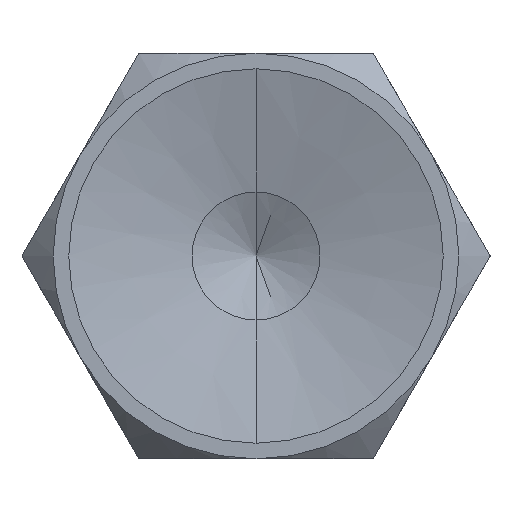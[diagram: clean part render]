
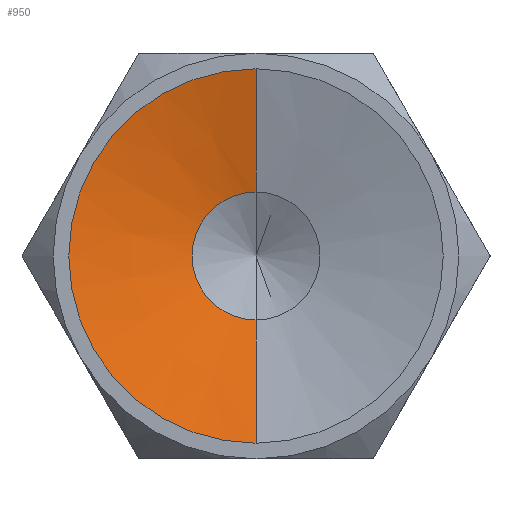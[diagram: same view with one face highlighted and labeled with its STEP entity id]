
A CAD part, front view. The second image highlights one B-rep face of the part: STEP entity #950.
In plain terms, the highlighted conical face has half-angle 75 degrees and reference radius 6 mm.
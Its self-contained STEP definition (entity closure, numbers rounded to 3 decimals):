
#8 = EDGE_CURVE ( 'NONE', #1881, #1763, #1269, .T. ) ;
#85 = CIRCLE ( 'NONE', #1181, 6. ) ;
#296 = VERTEX_POINT ( 'NONE', #624 ) ;
#331 = AXIS2_PLACEMENT_3D ( 'NONE', #971, #1120, #818 ) ;
#410 = CARTESIAN_POINT ( 'NONE',  ( 0., -4.242, -2.05 ) ) ;
#493 = CARTESIAN_POINT ( 'NONE',  ( 0., -5.3, -6. ) ) ;
#516 = DIRECTION ( 'NONE',  ( 0., 1., 0. ) ) ;
#518 = CIRCLE ( 'NONE', #1283, 2.05 ) ;
#534 = LINE ( 'NONE', #1160, #883 ) ;
#624 = CARTESIAN_POINT ( 'NONE',  ( 0., -5.3, 6. ) ) ;
#640 = DIRECTION ( 'NONE',  ( 0., -0.259, -0.966 ) ) ;
#699 = VERTEX_POINT ( 'NONE', #1355 ) ;
#774 = CARTESIAN_POINT ( 'NONE',  ( 0., -5.3, -6. ) ) ;
#812 = CARTESIAN_POINT ( 'NONE',  ( 0., -4.242, 0. ) ) ;
#818 = DIRECTION ( 'NONE',  ( 0., 0., -1. ) ) ;
#858 = VECTOR ( 'NONE', #640, 1000. ) ;
#883 = VECTOR ( 'NONE', #1012, 1000. ) ;
#950 = ADVANCED_FACE ( 'NONE', ( #1396 ), #1733, .F. ) ;
#967 = DIRECTION ( 'NONE',  ( 0., 0., 1. ) ) ;
#971 = CARTESIAN_POINT ( 'NONE',  ( 0., -5.3, 0. ) ) ;
#1012 = DIRECTION ( 'NONE',  ( 0., -0.259, 0.966 ) ) ;
#1120 = DIRECTION ( 'NONE',  ( 0., -1., 0. ) ) ;
#1160 = CARTESIAN_POINT ( 'NONE',  ( 0., -5.3, 6. ) ) ;
#1181 = AXIS2_PLACEMENT_3D ( 'NONE', #1410, #516, #1555 ) ;
#1269 = LINE ( 'NONE', #493, #858 ) ;
#1283 = AXIS2_PLACEMENT_3D ( 'NONE', #812, #1860, #967 ) ;
#1310 = EDGE_CURVE ( 'NONE', #1763, #296, #85, .T. ) ;
#1314 = EDGE_CURVE ( 'NONE', #1881, #699, #518, .T. ) ;
#1351 = ORIENTED_EDGE ( 'NONE', *, *, #1914, .T. ) ;
#1355 = CARTESIAN_POINT ( 'NONE',  ( 0., -4.242, 2.05 ) ) ;
#1396 = FACE_OUTER_BOUND ( 'NONE', #1482, .T. ) ;
#1410 = CARTESIAN_POINT ( 'NONE',  ( 0., -5.3, 0. ) ) ;
#1417 = ORIENTED_EDGE ( 'NONE', *, *, #8, .F. ) ;
#1453 = ORIENTED_EDGE ( 'NONE', *, *, #1314, .T. ) ;
#1482 = EDGE_LOOP ( 'NONE', ( #1453, #1351, #1920, #1417 ) ) ;
#1555 = DIRECTION ( 'NONE',  ( 0., 0., 1. ) ) ;
#1733 = CONICAL_SURFACE ( 'NONE', #331, 6., 1.309 ) ;
#1763 = VERTEX_POINT ( 'NONE', #774 ) ;
#1860 = DIRECTION ( 'NONE',  ( 0., 1., 0. ) ) ;
#1881 = VERTEX_POINT ( 'NONE', #410 ) ;
#1914 = EDGE_CURVE ( 'NONE', #699, #296, #534, .T. ) ;
#1920 = ORIENTED_EDGE ( 'NONE', *, *, #1310, .F. ) ;
